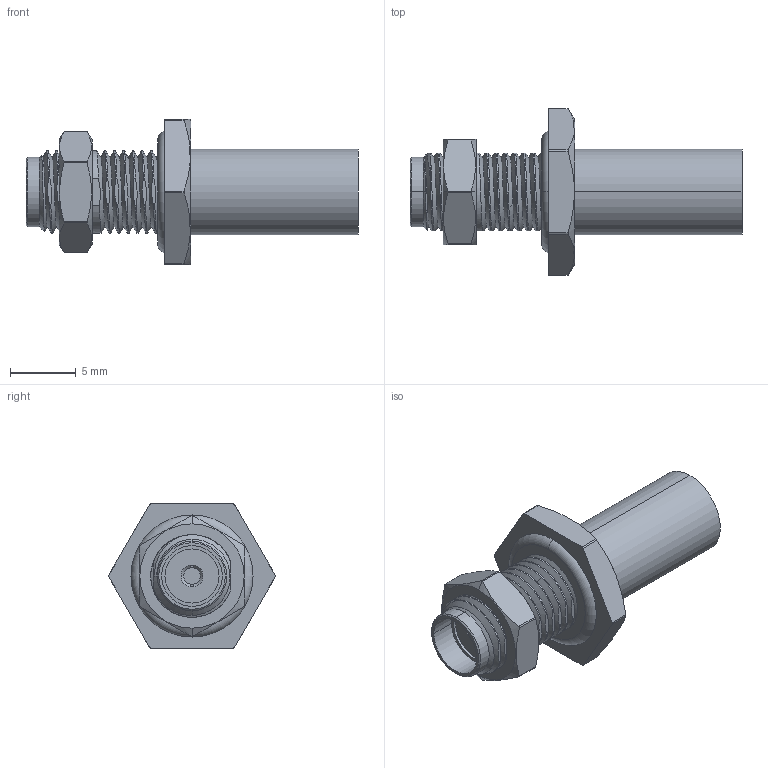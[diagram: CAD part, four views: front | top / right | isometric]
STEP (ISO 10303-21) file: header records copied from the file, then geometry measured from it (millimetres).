
FILE_DESCRIPTION((''),'2;1');
FILE_NAME('PRT0001','2021-08-15T',('1111'),(''),'PRO/ENGINEER BY PARAMETRIC TECHNOLOGY CORPORATION, 2012090','PRO/ENGINEER BY PARAMETRIC TECHNOLOGY CORPORATION, 2012090','');
FILE_SCHEMA(('CONFIG_CONTROL_DESIGN'));
Products named in the file (1): PRT0001
Bounding box: 25.18 x 12.63 x 11 mm (x, y, z)
Volume: 734.7 mm3; surface area: 1295 mm2
Topology: 1 solids, 1 shells, 1744 faces, 3848 edges, 2116 vertices
Faces by surface type: plane 863, extrusion 540, cylinder 317, cone 14, bspline 8, torus 2
Entity records: 58530 total; most frequent: CARTESIAN_POINT 26787, ORIENTED_EDGE 7696, DIRECTION 3987, EDGE_CURVE 3848, B_SPLINE_CURVE_WITH_KNOTS 3458, VERTEX_POINT 2116, EDGE_LOOP 1754, FACE_OUTER_BOUND 1744
